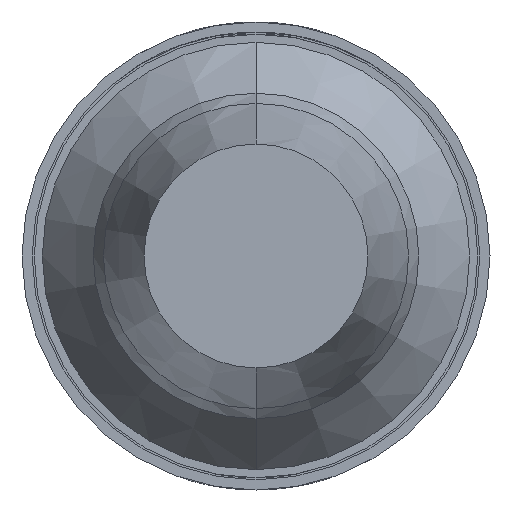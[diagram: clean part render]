
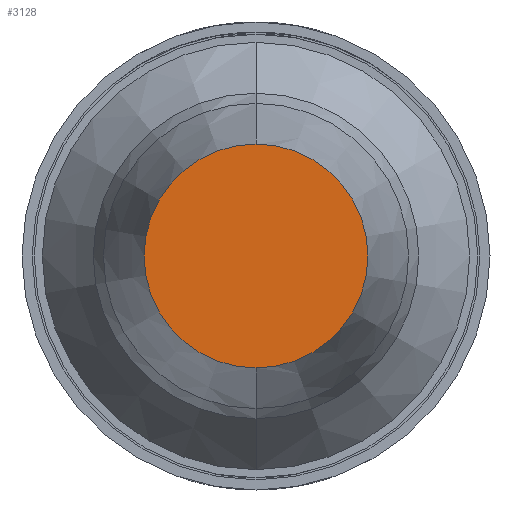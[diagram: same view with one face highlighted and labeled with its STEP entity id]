
A CAD part, front view. The second image highlights one B-rep face of the part: STEP entity #3128.
In plain terms, the highlighted planar face has unit normal (0, -1, 0).
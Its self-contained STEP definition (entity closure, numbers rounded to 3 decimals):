
#89 = DIRECTION ( 'NONE',  ( 0., 1., 0. ) ) ;
#613 = CARTESIAN_POINT ( 'NONE',  ( 0., -36.5, 0. ) ) ;
#697 = CIRCLE ( 'NONE', #4421, 0.55 ) ;
#1276 = DIRECTION ( 'NONE',  ( 0., 1., 0. ) ) ;
#1521 = VERTEX_POINT ( 'NONE', #1541 ) ;
#1541 = CARTESIAN_POINT ( 'NONE',  ( 0., -36.5, -0.55 ) ) ;
#2187 = VERTEX_POINT ( 'NONE', #3112 ) ;
#2423 = DIRECTION ( 'NONE',  ( 0., 1., 0. ) ) ;
#2448 = DIRECTION ( 'NONE',  ( 0., 0., 1. ) ) ;
#2473 = CIRCLE ( 'NONE', #4366, 0.55 ) ;
#2593 = ORIENTED_EDGE ( 'NONE', *, *, #6030, .F. ) ;
#2951 = CARTESIAN_POINT ( 'NONE',  ( 0., -36.5, 0. ) ) ;
#3112 = CARTESIAN_POINT ( 'NONE',  ( 0., -36.5, 0.55 ) ) ;
#3128 = ADVANCED_FACE ( 'Defeature ausgef�hrt1_27', ( #6565 ), #5006, .F. ) ;
#3292 = DIRECTION ( 'NONE',  ( 0., 0., 1. ) ) ;
#3624 = EDGE_CURVE ( 'Defeature ausgef�hrt1_28+Defeature ausgef�hrt1_27+Defeature ausgef�hrt1_27+Defeature ausgef�hrt1_27', #1521, #2187, #2473, .T. ) ;
#4366 = AXIS2_PLACEMENT_3D ( 'NONE', #5015, #1276, #5537 ) ;
#4421 = AXIS2_PLACEMENT_3D ( 'NONE', #613, #89, #3292 ) ;
#4541 = AXIS2_PLACEMENT_3D ( 'NONE', #2951, #2423, #2448 ) ;
#5006 = PLANE ( 'NONE',  #4541 ) ;
#5015 = CARTESIAN_POINT ( 'NONE',  ( 0., -36.5, 0. ) ) ;
#5537 = DIRECTION ( 'NONE',  ( 0., 0., 1. ) ) ;
#5552 = EDGE_LOOP ( 'NONE', ( #2593, #6399 ) ) ;
#6030 = EDGE_CURVE ( 'Defeature ausgef�hrt1_28+Defeature ausgef�hrt1_27+Defeature ausgef�hrt1_27+Defeature ausgef�hrt1_27', #2187, #1521, #697, .T. ) ;
#6399 = ORIENTED_EDGE ( 'NONE', *, *, #3624, .F. ) ;
#6565 = FACE_OUTER_BOUND ( 'NONE', #5552, .T. ) ;
